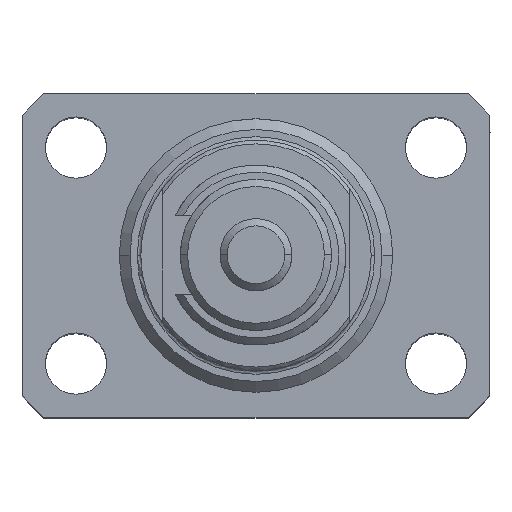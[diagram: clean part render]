
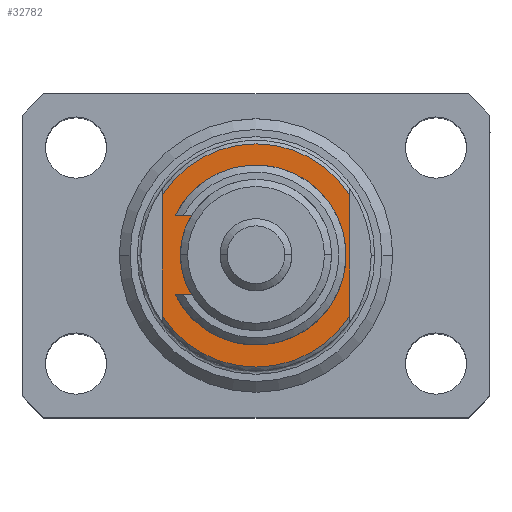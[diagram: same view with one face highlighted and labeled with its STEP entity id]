
A CAD part, top view. The second image highlights one B-rep face of the part: STEP entity #32782.
In plain terms, the highlighted face is planar.
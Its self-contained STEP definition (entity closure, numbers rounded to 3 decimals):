
#402 = LINE ( 'NONE', #47028, #43272 ) ;
#1029 = CARTESIAN_POINT ( 'NONE',  ( 0., 0., -6.5 ) ) ;
#1583 = EDGE_CURVE ( 'NONE', #6647, #25946, #37397, .T. ) ;
#1735 = CARTESIAN_POINT ( 'NONE',  ( 13., 8.441, -6.5 ) ) ;
#2383 = CARTESIAN_POINT ( 'NONE',  ( -13., 8.441, -6.5 ) ) ;
#3479 = CARTESIAN_POINT ( 'NONE',  ( 9.5, 0., -6.5 ) ) ;
#3997 = CARTESIAN_POINT ( 'NONE',  ( -13., -43.081, -6.5 ) ) ;
#4126 = DIRECTION ( 'NONE',  ( 0., 0., -1. ) ) ;
#5361 = CARTESIAN_POINT ( 'NONE',  ( 0., 0., -6.5 ) ) ;
#5744 = VERTEX_POINT ( 'NONE', #29428 ) ;
#6647 = VERTEX_POINT ( 'NONE', #3479 ) ;
#7228 = DIRECTION ( 'NONE',  ( 0., 0., 1. ) ) ;
#7997 = EDGE_LOOP ( 'NONE', ( #30836, #34508, #45224, #30228 ) ) ;
#8489 = AXIS2_PLACEMENT_3D ( 'NONE', #26006, #4126, #22401 ) ;
#8509 = DIRECTION ( 'NONE',  ( -1., 0., 0. ) ) ;
#10105 = EDGE_CURVE ( 'NONE', #15332, #34694, #402, .T. ) ;
#10293 = DIRECTION ( 'NONE',  ( 0., -1., 0. ) ) ;
#12944 = AXIS2_PLACEMENT_3D ( 'NONE', #22050, #25417, #40046 ) ;
#14389 = VECTOR ( 'NONE', #18653, 1000. ) ;
#15209 = CIRCLE ( 'NONE', #42047, 15.5 ) ;
#15332 = VERTEX_POINT ( 'NONE', #1735 ) ;
#15963 = DIRECTION ( 'NONE',  ( 0., 0., -1. ) ) ;
#18653 = DIRECTION ( 'NONE',  ( 0., -1., 0. ) ) ;
#18816 = DIRECTION ( 'NONE',  ( -1., 0., 0. ) ) ;
#20628 = EDGE_CURVE ( 'NONE', #25946, #6647, #41817, .T. ) ;
#20713 = VERTEX_POINT ( 'NONE', #2383 ) ;
#21896 = DIRECTION ( 'NONE',  ( -1., 0., 0. ) ) ;
#22050 = CARTESIAN_POINT ( 'NONE',  ( 0., 0., -6.5 ) ) ;
#22401 = DIRECTION ( 'NONE',  ( -1., 0., 0. ) ) ;
#23079 = CIRCLE ( 'NONE', #8489, 15.5 ) ;
#24542 = CARTESIAN_POINT ( 'NONE',  ( -9.5, 0., -6.5 ) ) ;
#25183 = PLANE ( 'NONE',  #12944 ) ;
#25417 = DIRECTION ( 'NONE',  ( 0., 0., -1. ) ) ;
#25896 = AXIS2_PLACEMENT_3D ( 'NONE', #1029, #26279, #18816 ) ;
#25946 = VERTEX_POINT ( 'NONE', #24542 ) ;
#25967 = CARTESIAN_POINT ( 'NONE',  ( 0., 0., -6.5 ) ) ;
#26006 = CARTESIAN_POINT ( 'NONE',  ( 0., 0., -6.5 ) ) ;
#26279 = DIRECTION ( 'NONE',  ( 0., 0., 1. ) ) ;
#27243 = EDGE_CURVE ( 'NONE', #20713, #5744, #43864, .T. ) ;
#28490 = EDGE_CURVE ( 'NONE', #20713, #15332, #15209, .T. ) ;
#28555 = FACE_BOUND ( 'NONE', #38527, .T. ) ;
#29258 = FACE_OUTER_BOUND ( 'NONE', #7997, .T. ) ;
#29428 = CARTESIAN_POINT ( 'NONE',  ( -13., -8.441, -6.5 ) ) ;
#30228 = ORIENTED_EDGE ( 'NONE', *, *, #27243, .F. ) ;
#30836 = ORIENTED_EDGE ( 'NONE', *, *, #28490, .T. ) ;
#31070 = AXIS2_PLACEMENT_3D ( 'NONE', #25967, #7228, #21896 ) ;
#31318 = ORIENTED_EDGE ( 'NONE', *, *, #20628, .T. ) ;
#32782 = ADVANCED_FACE ( 'NONE', ( #28555, #29258 ), #25183, .T. ) ;
#34508 = ORIENTED_EDGE ( 'NONE', *, *, #10105, .T. ) ;
#34588 = ORIENTED_EDGE ( 'NONE', *, *, #1583, .T. ) ;
#34694 = VERTEX_POINT ( 'NONE', #34909 ) ;
#34909 = CARTESIAN_POINT ( 'NONE',  ( 13., -8.441, -6.5 ) ) ;
#37397 = CIRCLE ( 'NONE', #25896, 9.5 ) ;
#38233 = EDGE_CURVE ( 'NONE', #34694, #5744, #23079, .T. ) ;
#38527 = EDGE_LOOP ( 'NONE', ( #31318, #34588 ) ) ;
#40046 = DIRECTION ( 'NONE',  ( -1., 0., 0. ) ) ;
#41817 = CIRCLE ( 'NONE', #31070, 9.5 ) ;
#42047 = AXIS2_PLACEMENT_3D ( 'NONE', #5361, #15963, #8509 ) ;
#43272 = VECTOR ( 'NONE', #10293, 1000. ) ;
#43864 = LINE ( 'NONE', #3997, #14389 ) ;
#45224 = ORIENTED_EDGE ( 'NONE', *, *, #38233, .T. ) ;
#47028 = CARTESIAN_POINT ( 'NONE',  ( 13., -43.081, -6.5 ) ) ;
